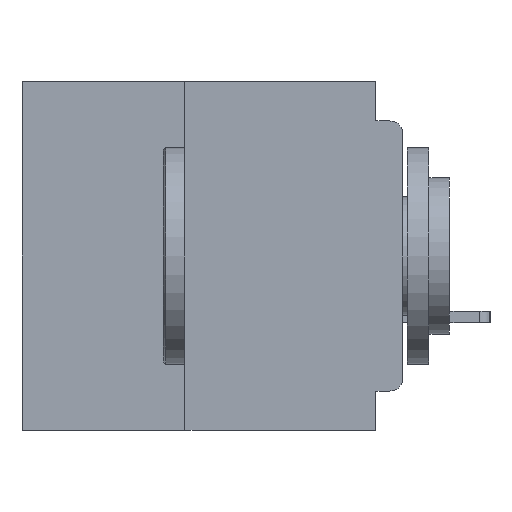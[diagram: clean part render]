
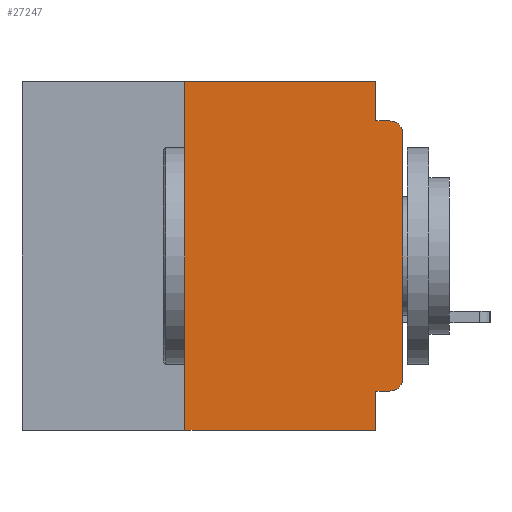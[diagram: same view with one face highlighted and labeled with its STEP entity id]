
A CAD part, left-side view. The second image highlights one B-rep face of the part: STEP entity #27247.
In plain terms, the highlighted planar face has unit normal (-1, 0, 0).
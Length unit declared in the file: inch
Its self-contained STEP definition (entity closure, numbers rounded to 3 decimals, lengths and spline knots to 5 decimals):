
#438 = LINE ( 'NONE', #4987, #37874 ) ;
#1467 = DIRECTION ( 'NONE',  ( 0., -1., 0. ) ) ;
#2349 = DIRECTION ( 'NONE',  ( 0., 0., -1. ) ) ;
#3273 = DIRECTION ( 'NONE',  ( 0., 0., -1. ) ) ;
#3814 = LINE ( 'NONE', #42506, #42409 ) ;
#4790 = AXIS2_PLACEMENT_3D ( 'NONE', #37123, #14737, #40903 ) ;
#4799 = VERTEX_POINT ( 'NONE', #17598 ) ;
#4987 = CARTESIAN_POINT ( 'NONE',  ( 0., 0., -0.355 ) ) ;
#5567 = VECTOR ( 'NONE', #46438, 39.37008 ) ;
#5809 = ORIENTED_EDGE ( 'NONE', *, *, #12772, .T. ) ;
#6194 = EDGE_CURVE ( 'NONE', #7677, #32569, #3814, .T. ) ;
#7035 = ORIENTED_EDGE ( 'NONE', *, *, #10415, .F. ) ;
#7066 = CARTESIAN_POINT ( 'NONE',  ( 0., 0.031, -0.4 ) ) ;
#7441 = CARTESIAN_POINT ( 'NONE',  ( 0., 0.437, -0.4 ) ) ;
#7677 = VERTEX_POINT ( 'NONE', #25674 ) ;
#8888 = VERTEX_POINT ( 'NONE', #37277 ) ;
#10415 = EDGE_CURVE ( 'NONE', #8888, #10871, #15531, .T. ) ;
#10644 = CARTESIAN_POINT ( 'NONE',  ( 0., 0., -0.34 ) ) ;
#10871 = VERTEX_POINT ( 'NONE', #23567 ) ;
#12317 = VECTOR ( 'NONE', #20573, 39.37008 ) ;
#12331 = ORIENTED_EDGE ( 'NONE', *, *, #28049, .T. ) ;
#12772 = EDGE_CURVE ( 'NONE', #27999, #4799, #32169, .T. ) ;
#14581 = CARTESIAN_POINT ( 'NONE',  ( 0., 0.031, -0.4 ) ) ;
#14737 = DIRECTION ( 'NONE',  ( -1., 0., 0. ) ) ;
#14852 = FACE_OUTER_BOUND ( 'NONE', #17945, .T. ) ;
#15371 = VECTOR ( 'NONE', #46200, 39.37008 ) ;
#15459 = EDGE_CURVE ( 'NONE', #43251, #7677, #37876, .T. ) ;
#15531 = LINE ( 'NONE', #42527, #5567 ) ;
#15677 = CARTESIAN_POINT ( 'NONE',  ( 0., 0.031, 0. ) ) ;
#16961 = AXIS2_PLACEMENT_3D ( 'NONE', #47143, #24755, #2349 ) ;
#17181 = EDGE_CURVE ( 'NONE', #22059, #34349, #438, .T. ) ;
#17396 = CIRCLE ( 'NONE', #40190, 0.015 ) ;
#17598 = CARTESIAN_POINT ( 'NONE',  ( 0., 0., -0.06 ) ) ;
#17945 = EDGE_LOOP ( 'NONE', ( #5809, #36799, #27991, #35048, #33312, #7035, #46796, #40409, #31018, #12331 ) ) ;
#19874 = DIRECTION ( 'NONE',  ( 0., 1., 0. ) ) ;
#20070 = CARTESIAN_POINT ( 'NONE',  ( 0., 0.437, 0. ) ) ;
#20464 = EDGE_CURVE ( 'NONE', #10871, #43251, #26467, .T. ) ;
#20573 = DIRECTION ( 'NONE',  ( 0., 0., 1. ) ) ;
#20819 = VECTOR ( 'NONE', #44879, 39.37008 ) ;
#21393 = EDGE_CURVE ( 'NONE', #34349, #37606, #33946, .T. ) ;
#21693 = VECTOR ( 'NONE', #29399, 39.37008 ) ;
#22059 = VERTEX_POINT ( 'NONE', #29830 ) ;
#22689 = CARTESIAN_POINT ( 'NONE',  ( 0., 0.031, 0. ) ) ;
#23567 = CARTESIAN_POINT ( 'NONE',  ( 0., 0.25, 0. ) ) ;
#24755 = DIRECTION ( 'NONE',  ( 1., 0., 0. ) ) ;
#25629 = DIRECTION ( 'NONE',  ( -1., 0., 0. ) ) ;
#25674 = CARTESIAN_POINT ( 'NONE',  ( 0., 0.031, -0.045 ) ) ;
#26467 = LINE ( 'NONE', #20070, #15371 ) ;
#27247 = ADVANCED_FACE ( 'NONE', ( #14852 ), #35844, .F. ) ;
#27859 = VECTOR ( 'NONE', #34418, 39.37008 ) ;
#27991 = ORIENTED_EDGE ( 'NONE', *, *, #6194, .F. ) ;
#27999 = VERTEX_POINT ( 'NONE', #10644 ) ;
#28049 = EDGE_CURVE ( 'NONE', #22059, #27999, #36830, .T. ) ;
#29111 = CARTESIAN_POINT ( 'NONE',  ( 0., 0.031, -0.355 ) ) ;
#29399 = DIRECTION ( 'NONE',  ( 0., 0., -1. ) ) ;
#29830 = CARTESIAN_POINT ( 'NONE',  ( 0., 0.015, -0.355 ) ) ;
#31018 = ORIENTED_EDGE ( 'NONE', *, *, #17181, .F. ) ;
#32169 = LINE ( 'NONE', #39195, #12317 ) ;
#32569 = VERTEX_POINT ( 'NONE', #36057 ) ;
#33312 = ORIENTED_EDGE ( 'NONE', *, *, #20464, .F. ) ;
#33946 = LINE ( 'NONE', #14581, #21693 ) ;
#34349 = VERTEX_POINT ( 'NONE', #29111 ) ;
#34418 = DIRECTION ( 'NONE',  ( 0., 0., -1. ) ) ;
#35048 = ORIENTED_EDGE ( 'NONE', *, *, #15459, .F. ) ;
#35844 = PLANE ( 'NONE',  #16961 ) ;
#36057 = CARTESIAN_POINT ( 'NONE',  ( 0., 0.015, -0.045 ) ) ;
#36799 = ORIENTED_EDGE ( 'NONE', *, *, #38146, .T. ) ;
#36830 = CIRCLE ( 'NONE', #4790, 0.015 ) ;
#37123 = CARTESIAN_POINT ( 'NONE',  ( 0., 0.015, -0.34 ) ) ;
#37277 = CARTESIAN_POINT ( 'NONE',  ( 0., 0.25, -0.4 ) ) ;
#37606 = VERTEX_POINT ( 'NONE', #7066 ) ;
#37874 = VECTOR ( 'NONE', #19874, 39.37008 ) ;
#37876 = LINE ( 'NONE', #15677, #27859 ) ;
#38146 = EDGE_CURVE ( 'NONE', #4799, #32569, #17396, .T. ) ;
#38924 = EDGE_CURVE ( 'NONE', #8888, #37606, #40734, .T. ) ;
#39195 = CARTESIAN_POINT ( 'NONE',  ( 0., 0., 0. ) ) ;
#40190 = AXIS2_PLACEMENT_3D ( 'NONE', #48030, #25629, #3273 ) ;
#40409 = ORIENTED_EDGE ( 'NONE', *, *, #21393, .F. ) ;
#40734 = LINE ( 'NONE', #7441, #20819 ) ;
#40903 = DIRECTION ( 'NONE',  ( 0., 0., -1. ) ) ;
#42409 = VECTOR ( 'NONE', #1467, 39.37008 ) ;
#42506 = CARTESIAN_POINT ( 'NONE',  ( 0., 0., -0.045 ) ) ;
#42527 = CARTESIAN_POINT ( 'NONE',  ( 0., 0.25, -0.4 ) ) ;
#43251 = VERTEX_POINT ( 'NONE', #22689 ) ;
#44879 = DIRECTION ( 'NONE',  ( 0., -1., 0. ) ) ;
#46200 = DIRECTION ( 'NONE',  ( 0., -1., 0. ) ) ;
#46438 = DIRECTION ( 'NONE',  ( 0., 0., 1. ) ) ;
#46796 = ORIENTED_EDGE ( 'NONE', *, *, #38924, .T. ) ;
#47143 = CARTESIAN_POINT ( 'NONE',  ( 0., 0.437, 0. ) ) ;
#48030 = CARTESIAN_POINT ( 'NONE',  ( 0., 0.015, -0.06 ) ) ;
